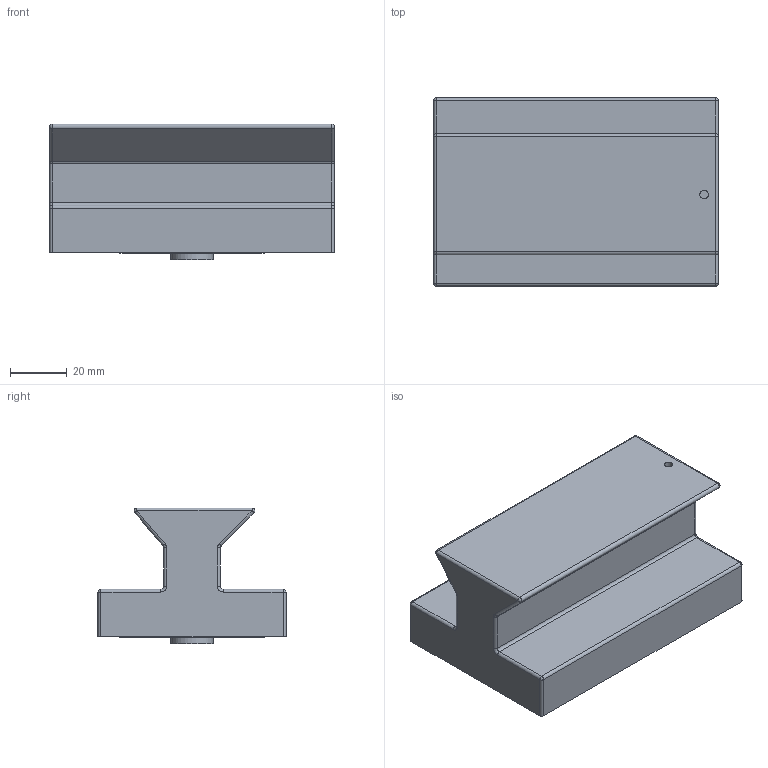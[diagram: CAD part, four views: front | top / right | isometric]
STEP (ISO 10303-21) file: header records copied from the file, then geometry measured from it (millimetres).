
FILE_DESCRIPTION(('FreeCAD Model'),'2;1');
FILE_NAME('Open CASCADE Shape Model','2025-02-10T01:30:13',('Author'),( ''),'Open CASCADE STEP processor 7.6','FreeCAD','Unknown');
FILE_SCHEMA(('AUTOMOTIVE_DESIGN { 1 0 10303 214 1 1 1 1 }'));
Length unit declared in the file: millimetre
Products named in the file (6): pan_mechanism_v4_railVersion; rolls_a; rolls_b; race_outer_with_rail; race_inner_bottom; race_inner_top
Assembly tree (5 placements, depth 2):
  pan_mechanism_v4_railVersion
    rolls_a
    rolls_b
    race_outer_with_rail
    race_inner_bottom
    race_inner_top
Bounding box: 100 x 66 x 47.71 mm (x, y, z)
Volume: 159738 mm3; surface area: 45106.3 mm2
Topology: 14 solids, 14 shells, 206 faces, 438 edges, 257 vertices
Faces by surface type: cylinder 102, plane 53, cone 27, torus 14, sphere 8, bspline 2
Full cylindrical faces by diameter (mm): 3 x2, 3.148 x1, 3.3 x36, 3.88 x10, 8.08 x11, 15 x1, 29.99 x3, 50.645 x3, 53.812 x3
Entity records: 11863 total; most frequent: CARTESIAN_POINT 2664, DIRECTION 1760, ORIENTED_EDGE 860, PCURVE 860, DEFINITIONAL_REPRESENTATION 860, LINE 830, VECTOR 830, AXIS2_PLACEMENT_3D 443
